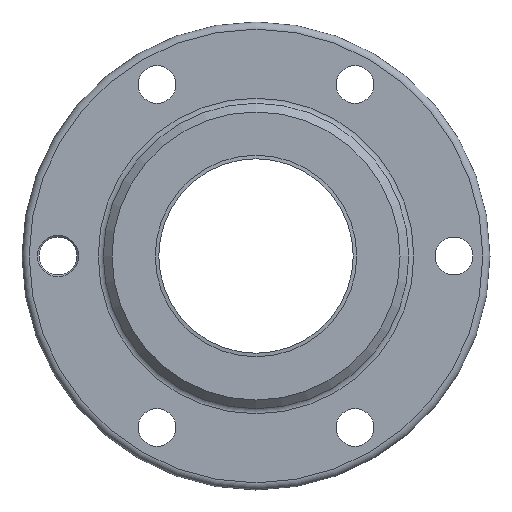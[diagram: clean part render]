
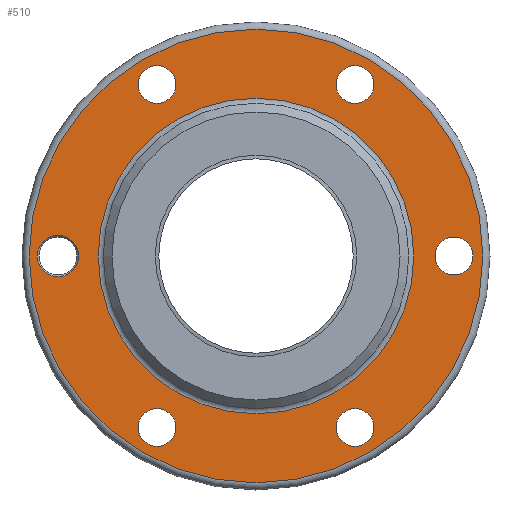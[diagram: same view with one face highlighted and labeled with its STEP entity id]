
A CAD part, front view. The second image highlights one B-rep face of the part: STEP entity #510.
In plain terms, the highlighted planar face has unit normal (0, -1, 0).
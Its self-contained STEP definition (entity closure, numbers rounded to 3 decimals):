
#79=FACE_BOUND('',#146,.T.);
#80=FACE_BOUND('',#147,.T.);
#81=FACE_BOUND('',#148,.T.);
#82=FACE_BOUND('',#149,.T.);
#83=FACE_BOUND('',#150,.T.);
#84=FACE_BOUND('',#151,.T.);
#85=FACE_BOUND('',#152,.T.);
#97=PLANE('',#577);
#115=FACE_OUTER_BOUND('',#145,.T.);
#145=EDGE_LOOP('',(#399));
#146=EDGE_LOOP('',(#400));
#147=EDGE_LOOP('',(#401));
#148=EDGE_LOOP('',(#402));
#149=EDGE_LOOP('',(#403));
#150=EDGE_LOOP('',(#404));
#151=EDGE_LOOP('',(#405));
#152=EDGE_LOOP('',(#406));
#220=CIRCLE('',#557,5.25);
#222=CIRCLE('',#560,5.25);
#224=CIRCLE('',#563,5.25);
#226=CIRCLE('',#566,5.25);
#228=CIRCLE('',#569,5.25);
#230=CIRCLE('',#572,5.75);
#234=CIRCLE('',#578,63.);
#235=CIRCLE('',#579,43.828);
#271=VERTEX_POINT('',#820);
#273=VERTEX_POINT('',#826);
#275=VERTEX_POINT('',#832);
#277=VERTEX_POINT('',#838);
#279=VERTEX_POINT('',#844);
#281=VERTEX_POINT('',#850);
#285=VERTEX_POINT('',#862);
#286=VERTEX_POINT('',#864);
#308=EDGE_CURVE('',#271,#271,#220,.T.);
#311=EDGE_CURVE('',#273,#273,#222,.T.);
#314=EDGE_CURVE('',#275,#275,#224,.T.);
#317=EDGE_CURVE('',#277,#277,#226,.T.);
#320=EDGE_CURVE('',#279,#279,#228,.T.);
#323=EDGE_CURVE('',#281,#281,#230,.T.);
#329=EDGE_CURVE('',#285,#285,#234,.T.);
#330=EDGE_CURVE('',#286,#286,#235,.T.);
#399=ORIENTED_EDGE('',*,*,#329,.T.);
#400=ORIENTED_EDGE('',*,*,#308,.T.);
#401=ORIENTED_EDGE('',*,*,#311,.T.);
#402=ORIENTED_EDGE('',*,*,#314,.T.);
#403=ORIENTED_EDGE('',*,*,#317,.T.);
#404=ORIENTED_EDGE('',*,*,#320,.T.);
#405=ORIENTED_EDGE('',*,*,#330,.F.);
#406=ORIENTED_EDGE('',*,*,#323,.F.);
#510=ADVANCED_FACE('',(#115,#79,#80,#81,#82,#83,#84,#85),#97,.T.);
#557=AXIS2_PLACEMENT_3D('',#821,#641,#642);
#560=AXIS2_PLACEMENT_3D('',#827,#648,#649);
#563=AXIS2_PLACEMENT_3D('',#833,#655,#656);
#566=AXIS2_PLACEMENT_3D('',#839,#662,#663);
#569=AXIS2_PLACEMENT_3D('',#845,#669,#670);
#572=AXIS2_PLACEMENT_3D('',#851,#676,#677);
#577=AXIS2_PLACEMENT_3D('',#861,#688,#689);
#578=AXIS2_PLACEMENT_3D('',#863,#690,#691);
#579=AXIS2_PLACEMENT_3D('',#865,#692,#693);
#641=DIRECTION('center_axis',(0.,1.,0.));
#642=DIRECTION('ref_axis',(0.5,0.,-0.866));
#648=DIRECTION('center_axis',(0.,1.,0.));
#649=DIRECTION('ref_axis',(-0.5,0.,-0.866));
#655=DIRECTION('center_axis',(0.,1.,0.));
#656=DIRECTION('ref_axis',(-1.,0.,0.));
#662=DIRECTION('center_axis',(0.,1.,0.));
#663=DIRECTION('ref_axis',(-0.5,0.,0.866));
#669=DIRECTION('center_axis',(0.,1.,0.));
#670=DIRECTION('ref_axis',(0.5,0.,0.866));
#676=DIRECTION('center_axis',(0.,-1.,0.));
#677=DIRECTION('ref_axis',(-1.,0.,0.));
#688=DIRECTION('center_axis',(0.,-1.,0.));
#689=DIRECTION('ref_axis',(0.,0.,-1.));
#690=DIRECTION('center_axis',(0.,-1.,0.));
#691=DIRECTION('ref_axis',(1.,0.,0.));
#692=DIRECTION('center_axis',(0.,-1.,0.));
#693=DIRECTION('ref_axis',(1.,0.,0.));
#820=CARTESIAN_POINT('',(-30.125,3.,79.178));
#821=CARTESIAN_POINT('Origin',(-27.5,3.,74.631));
#826=CARTESIAN_POINT('',(30.125,3.,79.178));
#827=CARTESIAN_POINT('Origin',(27.5,3.,74.631));
#832=CARTESIAN_POINT('',(60.25,3.,27.));
#833=CARTESIAN_POINT('Origin',(55.,3.,27.));
#838=CARTESIAN_POINT('',(30.125,3.,-25.178));
#839=CARTESIAN_POINT('Origin',(27.5,3.,-20.631));
#844=CARTESIAN_POINT('',(-30.125,3.,-25.178));
#845=CARTESIAN_POINT('Origin',(-27.5,3.,-20.631));
#850=CARTESIAN_POINT('',(-49.25,3.,27.));
#851=CARTESIAN_POINT('Origin',(-55.,3.,27.));
#861=CARTESIAN_POINT('Origin',(0.,3.,-16.828));
#862=CARTESIAN_POINT('',(0.,3.,90.));
#863=CARTESIAN_POINT('Origin',(0.,3.,27.));
#864=CARTESIAN_POINT('',(0.,3.,70.828));
#865=CARTESIAN_POINT('Origin',(0.,3.,27.));
